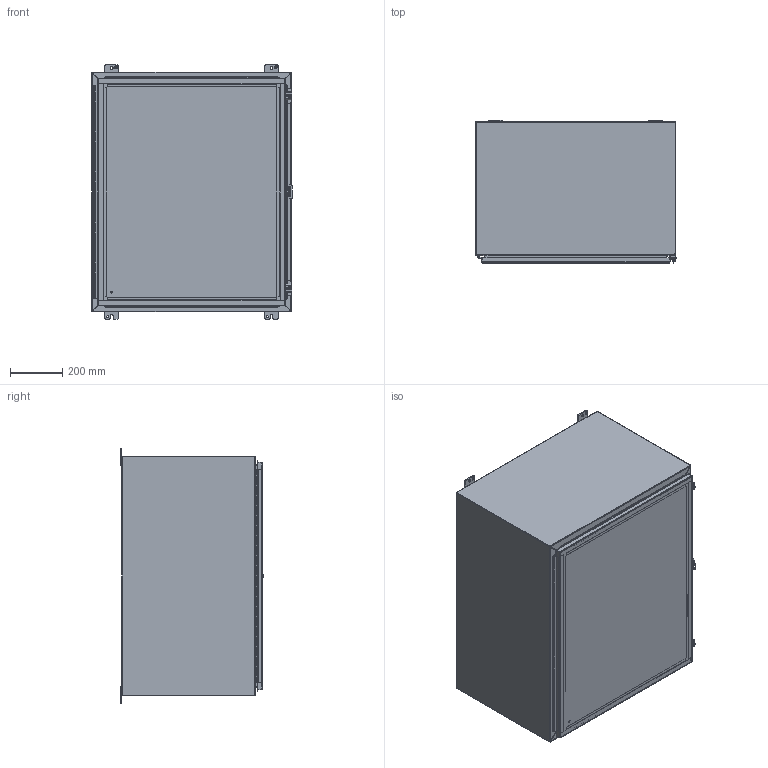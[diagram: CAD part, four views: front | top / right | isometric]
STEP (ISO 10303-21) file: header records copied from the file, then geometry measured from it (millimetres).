
FILE_DESCRIPTION (( 'STEP AP203' ), '1' );
FILE_NAME ('1418M20_Default.step', '2019-10-31T19:37:26', ( 'ADC123' ), ( 'Microsoft' ), 'SwSTEP 2.0', 'SolidWorks 2019', '' );
FILE_SCHEMA (( 'CONFIG_CONTROL_DESIGN' ));
Length unit declared in the file: inch
Products named in the file (1): 1418M20_Default
Bounding box: 765.17 x 544.5 x 971.55 mm (x, y, z)
Volume: 8204931.7 mm3; surface area: 8505521.2 mm2
Topology: 49 solids, 49 shells, 1431 faces, 3713 edges, 2414 vertices
Faces by surface type: plane 837, cylinder 502, bspline 78, cone 14
Entity records: 45966 total; most frequent: CARTESIAN_POINT 10525, ORIENTED_EDGE 7426, DIRECTION 7275, EDGE_CURVE 3713, LINE 2527, VECTOR 2527, VERTEX_POINT 2414, AXIS2_PLACEMENT_3D 2374
